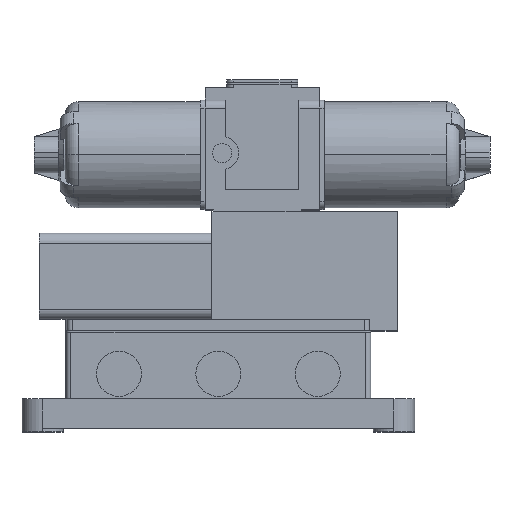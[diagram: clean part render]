
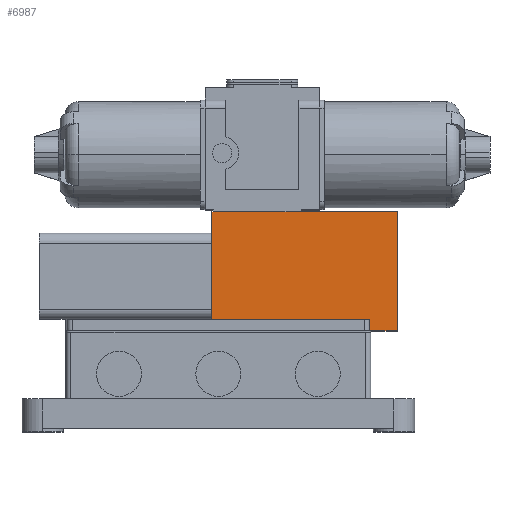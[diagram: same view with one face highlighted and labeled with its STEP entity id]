
A CAD part, top view. The second image highlights one B-rep face of the part: STEP entity #6987.
In plain terms, the highlighted planar face has unit normal (0, 0, 1).
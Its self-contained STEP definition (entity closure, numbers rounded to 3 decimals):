
#20 = DIRECTION ( 'NONE',  ( 1., 0., 0. ) ) ;
#39 = ORIENTED_EDGE ( 'NONE', *, *, #11003, .F. ) ;
#1063 = ORIENTED_EDGE ( 'NONE', *, *, #6754, .F. ) ;
#1107 = DIRECTION ( 'NONE',  ( 1., 0., 0. ) ) ;
#1162 = VECTOR ( 'NONE', #4729, 1000. ) ;
#1440 = ORIENTED_EDGE ( 'NONE', *, *, #3617, .F. ) ;
#1582 = EDGE_CURVE ( 'NONE', #5793, #11163, #2213, .T. ) ;
#1627 = VERTEX_POINT ( 'NONE', #2878 ) ;
#1651 = ORIENTED_EDGE ( 'NONE', *, *, #11520, .T. ) ;
#1799 = VERTEX_POINT ( 'NONE', #4479 ) ;
#1927 = VECTOR ( 'NONE', #8502, 1000. ) ;
#1976 = CARTESIAN_POINT ( 'NONE',  ( -4., 98., 33. ) ) ;
#2004 = CARTESIAN_POINT ( 'NONE',  ( -3., 98., 33. ) ) ;
#2014 = VECTOR ( 'NONE', #1107, 1000. ) ;
#2213 = LINE ( 'NONE', #1976, #1162 ) ;
#2283 = VECTOR ( 'NONE', #8821, 1000. ) ;
#2340 = VERTEX_POINT ( 'NONE', #4764 ) ;
#2348 = CARTESIAN_POINT ( 'NONE',  ( -4., 98., 33. ) ) ;
#2475 = VECTOR ( 'NONE', #7435, 1000. ) ;
#2788 = CARTESIAN_POINT ( 'NONE',  ( -4., 26., 33. ) ) ;
#2878 = CARTESIAN_POINT ( 'NONE',  ( 108., 26., 33. ) ) ;
#3081 = LINE ( 'NONE', #3911, #1927 ) ;
#3361 = CARTESIAN_POINT ( 'NONE',  ( 91.454, 33., 33. ) ) ;
#3617 = EDGE_CURVE ( 'NONE', #11768, #1627, #3081, .T. ) ;
#3757 = CARTESIAN_POINT ( 'NONE',  ( -4., 98., 33. ) ) ;
#3762 = EDGE_CURVE ( 'NONE', #4246, #1799, #5047, .T. ) ;
#3797 = CARTESIAN_POINT ( 'NONE',  ( -4., 98., 33. ) ) ;
#3910 = ORIENTED_EDGE ( 'NONE', *, *, #8214, .F. ) ;
#3911 = CARTESIAN_POINT ( 'NONE',  ( 108., 98., 33. ) ) ;
#4246 = VERTEX_POINT ( 'NONE', #5814 ) ;
#4385 = VECTOR ( 'NONE', #5675, 1000. ) ;
#4414 = VERTEX_POINT ( 'NONE', #9138 ) ;
#4444 = PLANE ( 'NONE',  #11834 ) ;
#4479 = CARTESIAN_POINT ( 'NONE',  ( 91.454, 33., 33. ) ) ;
#4567 = LINE ( 'NONE', #6416, #9314 ) ;
#4729 = DIRECTION ( 'NONE',  ( 0., -1., 0. ) ) ;
#4764 = CARTESIAN_POINT ( 'NONE',  ( 50., 98., 33. ) ) ;
#5047 = LINE ( 'NONE', #3361, #5365 ) ;
#5158 = LINE ( 'NONE', #5939, #5925 ) ;
#5283 = CARTESIAN_POINT ( 'NONE',  ( -4., 33., 33. ) ) ;
#5365 = VECTOR ( 'NONE', #5945, 1000. ) ;
#5675 = DIRECTION ( 'NONE',  ( 1., 0., 0. ) ) ;
#5793 = VERTEX_POINT ( 'NONE', #2348 ) ;
#5814 = CARTESIAN_POINT ( 'NONE',  ( 91.454, 26., 33. ) ) ;
#5925 = VECTOR ( 'NONE', #9584, 1000. ) ;
#5939 = CARTESIAN_POINT ( 'NONE',  ( -4., 26., 33. ) ) ;
#5945 = DIRECTION ( 'NONE',  ( 0., 1., 0. ) ) ;
#6295 = ORIENTED_EDGE ( 'NONE', *, *, #8965, .F. ) ;
#6416 = CARTESIAN_POINT ( 'NONE',  ( -4., 98., 33. ) ) ;
#6514 = LINE ( 'NONE', #3757, #4385 ) ;
#6754 = EDGE_CURVE ( 'NONE', #1799, #11163, #7800, .T. ) ;
#6987 = ADVANCED_FACE ( 'NONE', ( #10937 ), #4444, .T. ) ;
#7175 = DIRECTION ( 'NONE',  ( 0., 0., 1. ) ) ;
#7234 = CARTESIAN_POINT ( 'NONE',  ( -4., 98., 33. ) ) ;
#7254 = EDGE_LOOP ( 'NONE', ( #10449, #1651, #7747, #1440, #39, #6295, #3910, #8896, #1063 ) ) ;
#7435 = DIRECTION ( 'NONE',  ( 1., 0., 0. ) ) ;
#7747 = ORIENTED_EDGE ( 'NONE', *, *, #7778, .T. ) ;
#7778 = EDGE_CURVE ( 'NONE', #4414, #1627, #8328, .T. ) ;
#7800 = LINE ( 'NONE', #9786, #2283 ) ;
#7828 = VERTEX_POINT ( 'NONE', #2004 ) ;
#8214 = EDGE_CURVE ( 'NONE', #5793, #7828, #4567, .T. ) ;
#8328 = LINE ( 'NONE', #2788, #2014 ) ;
#8502 = DIRECTION ( 'NONE',  ( 0., -1., 0. ) ) ;
#8821 = DIRECTION ( 'NONE',  ( -1., 0., 0. ) ) ;
#8896 = ORIENTED_EDGE ( 'NONE', *, *, #1582, .T. ) ;
#8965 = EDGE_CURVE ( 'NONE', #7828, #2340, #6514, .T. ) ;
#9138 = CARTESIAN_POINT ( 'NONE',  ( 92., 26., 33. ) ) ;
#9314 = VECTOR ( 'NONE', #20, 1000. ) ;
#9584 = DIRECTION ( 'NONE',  ( 1., 0., 0. ) ) ;
#9786 = CARTESIAN_POINT ( 'NONE',  ( 88.292, 33., 33. ) ) ;
#10449 = ORIENTED_EDGE ( 'NONE', *, *, #3762, .F. ) ;
#10862 = CARTESIAN_POINT ( 'NONE',  ( 108., 98., 33. ) ) ;
#10937 = FACE_OUTER_BOUND ( 'NONE', #7254, .T. ) ;
#10962 = LINE ( 'NONE', #3797, #2475 ) ;
#11003 = EDGE_CURVE ( 'NONE', #2340, #11768, #10962, .T. ) ;
#11163 = VERTEX_POINT ( 'NONE', #5283 ) ;
#11520 = EDGE_CURVE ( 'NONE', #4246, #4414, #5158, .T. ) ;
#11603 = DIRECTION ( 'NONE',  ( 0., -1., 0. ) ) ;
#11768 = VERTEX_POINT ( 'NONE', #10862 ) ;
#11834 = AXIS2_PLACEMENT_3D ( 'NONE', #7234, #7175, #11603 ) ;
